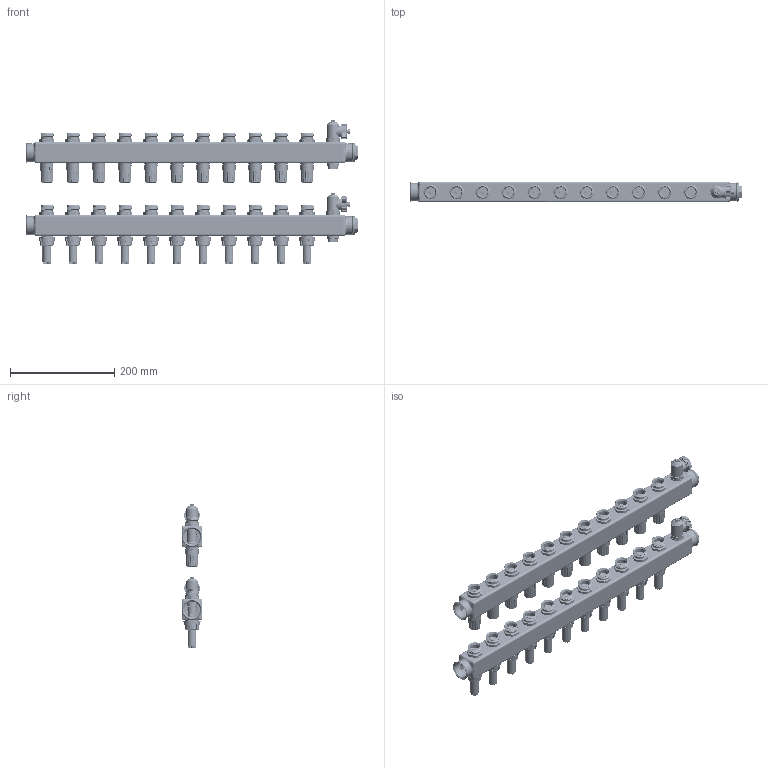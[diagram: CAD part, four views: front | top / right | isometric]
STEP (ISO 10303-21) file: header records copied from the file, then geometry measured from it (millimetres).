
FILE_DESCRIPTION((''),'2;1');
FILE_NAME('088U0761_ASM_ASM','2023-05-22T16:01:55',('U258971'),(''),'CREO PARAMETRIC BY PTC INC, 2020342','CREO PARAMETRIC BY PTC INC, 2020342','');
FILE_SCHEMA(('CONFIG_CONTROL_DESIGN'));
Products named in the file (35): FM10-04_13_1; FM-B-05_13_1; FM-A-08_13_1; 088U7348_ASM_13_1_ASM; PLUG_20_1; PLUG-ORING_20_1; PLUG_ASM_20_1_ASM; 013G1380_AF0_19_1; 013G0295___AF0_ASM_19_1_ASM; 013G0200__AF0_ASM_19_1_ASM; 013G0376_ASM_19_1_ASM; BIV-EUROCONE_19_1; BIV-EUROCONE_ASM_19_1_ASM; 013G0951_20_1; PRT0002_21_1; PRT0003_21_1; PRT0004_21_1; PRT0005_21_1; SSM-AIRVENT_ASM_21_1_ASM; __-1841_22_1; __-18731_22_1; O__10X2_8_22_1; O__20X2_22_1; O___22_1; _____22_1; ____22_1; __-21757_22_1; __-23631_22_1; __-27761_22_1; SSM-PURGE-VALVE_ASM_21_1_ASM; 088U0592_21_1; SUPPLY-EUROCONE_ASM_20_1_ASM; SSM-PIPE_12-LOOPS_35; 088U0761_ASM_12_ASM; 088U0761_ASM_ASM
Assembly tree (89 placements, depth 4):
  088U0761_ASM_ASM
    088U0761_ASM_12_ASM
      088U7348_ASM_13_1_ASM  x11
        FM10-04_13_1
        FM-B-05_13_1
        FM-A-08_13_1
      PLUG_ASM_20_1_ASM  x2
        PLUG_20_1
        PLUG-ORING_20_1
      013G0376_ASM_19_1_ASM  x11
        013G1380_AF0_19_1
        013G0295___AF0_ASM_19_1_ASM
        013G0200__AF0_ASM_19_1_ASM
      BIV-EUROCONE_ASM_19_1_ASM  x11
        BIV-EUROCONE_19_1
      013G0951_20_1  x11
      SSM-AIRVENT_ASM_21_1_ASM  x2
        PRT0002_21_1
        PRT0003_21_1
        PRT0004_21_1
        PRT0005_21_1
      SSM-PURGE-VALVE_ASM_21_1_ASM  x2
        __-1841_22_1
        __-18731_22_1
        O__10X2_8_22_1
        O__20X2_22_1
        O___22_1
        _____22_1
        ____22_1
        __-21757_22_1
        __-23631_22_1
        __-27761_22_1
      SUPPLY-EUROCONE_ASM_20_1_ASM  x11
        088U0592_21_1
      SSM-PIPE_12-LOOPS_35  x2
Bounding box: 638 x 40 x 276.1 mm (x, y, z)
Volume: 744323.1 mm3; surface area: 835591.3 mm2
Topology: 101 solids, 124 shells, 17825 faces, 51504 edges, 34181 vertices
Faces by surface type: plane 7458, cylinder 5110, cone 2090, bspline 1782, torus 1015, extrusion 308, sphere 62
Entity records: 118452 total; most frequent: CARTESIAN_POINT 49830, ORIENTED_EDGE 14868, DIRECTION 13543, EDGE_CURVE 7460, AXIS2_PLACEMENT_3D 5169, VERTEX_POINT 4851, VECTOR 3205, LINE 3177
